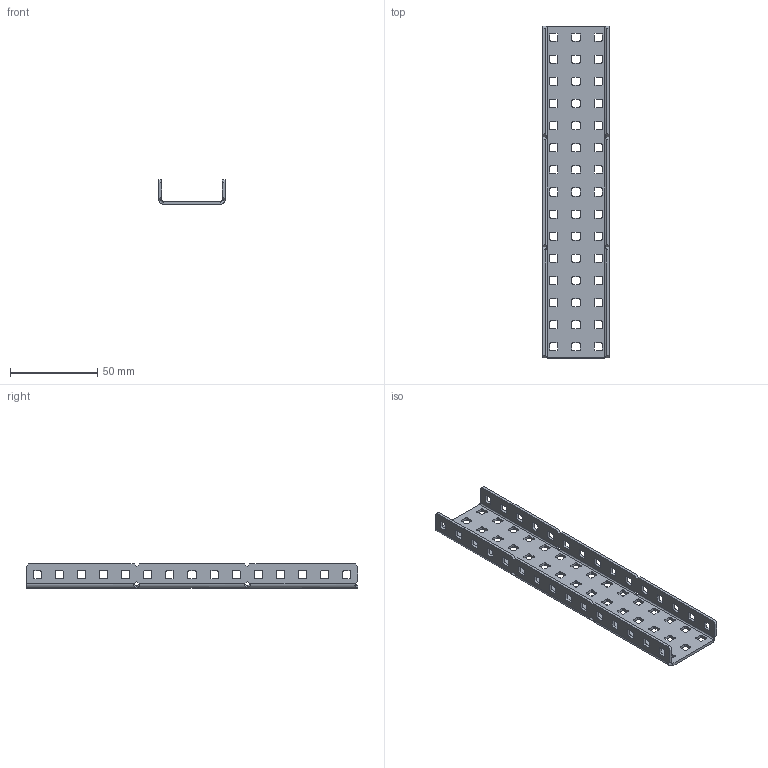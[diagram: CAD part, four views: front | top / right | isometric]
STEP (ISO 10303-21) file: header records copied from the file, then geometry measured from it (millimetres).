
FILE_DESCRIPTION(/* description */ ('STEP AP214'),/* implementation_level */ '2;1');
FILE_NAME(/* name */ 'Aluminum C-Channel 1x3x1x15.ipt.step',/* time_stamp */ '2020-04-16T22:59:49-04:00',/* author */ ('svradm'),/* organization */ (''),/* preprocessor_version */ 'ST-DEVELOPER v17',/* originating_system */ 'Autodesk Inventor 2019',/* authorisation */ '');
FILE_SCHEMA (('AUTOMOTIVE_DESIGN { 1 0 10303 214 3 1 1 }'));
Length unit declared in the file: inch
Products named in the file (1): Aluminum C-Channel 1x3x1x15
Bounding box: 38.1 x 190.5 x 13.87 mm (x, y, z)
Volume: 16052.3 mm3; surface area: 23061.9 mm2
Topology: 1 solids, 1 shells, 684 faces, 2141 edges, 1475 vertices
Faces by surface type: plane 352, cylinder 312, bspline 20
Entity records: 24363 total; most frequent: CARTESIAN_POINT 4744, DIRECTION 4110, ORIENTED_EDGE 4084, EDGE_CURVE 2042, LINE 1398, VECTOR 1398, AXIS2_PLACEMENT_3D 1356, VERTEX_POINT 1352
